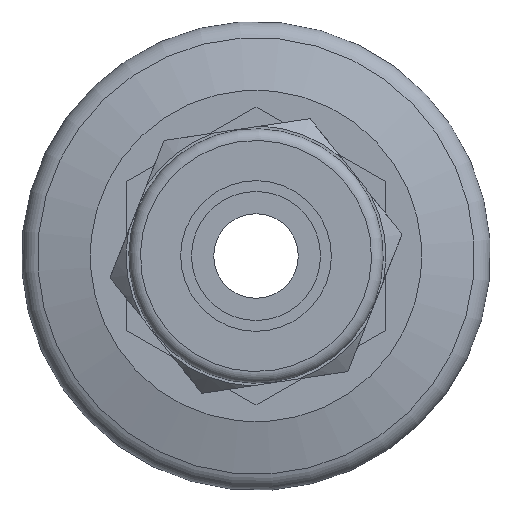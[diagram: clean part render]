
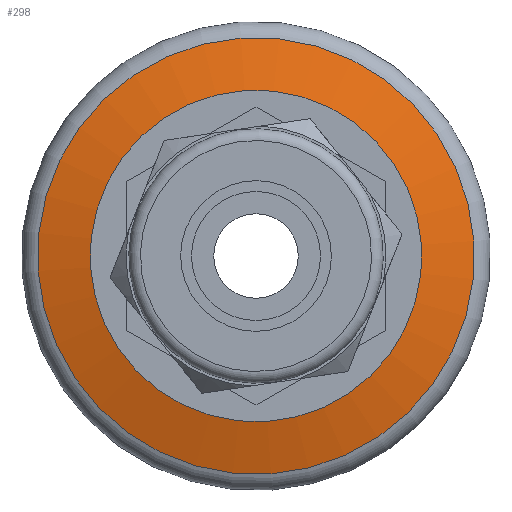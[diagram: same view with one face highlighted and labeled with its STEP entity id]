
A CAD part, left-side view. The second image highlights one B-rep face of the part: STEP entity #298.
In plain terms, the highlighted conical face has half-angle 75 degrees and reference radius 14.141 mm.
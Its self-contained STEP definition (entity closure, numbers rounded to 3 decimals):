
#298 = ADVANCED_FACE ( 'NONE', ( #7432, #8353 ), #9052, .T. ) ;
#771 = AXIS2_PLACEMENT_3D ( 'NONE', #4343, #6666, #3698 ) ;
#1228 = CIRCLE ( 'NONE', #9334, 18.618 ) ;
#1281 = CARTESIAN_POINT ( 'NONE',  ( -7.07, 10.394, 15.446 ) ) ;
#1295 = VERTEX_POINT ( 'NONE', #7835 ) ;
#1928 = EDGE_CURVE ( 'NONE', #5593, #5593, #1228, .T. ) ;
#2697 = EDGE_LOOP ( 'NONE', ( #8750 ) ) ;
#3386 = CARTESIAN_POINT ( 'NONE',  ( -8.27, 0., 0. ) ) ;
#3698 = DIRECTION ( 'NONE',  ( 0., 0.558, 0.83 ) ) ;
#4343 = CARTESIAN_POINT ( 'NONE',  ( -8.27, 0., 0. ) ) ;
#5593 = VERTEX_POINT ( 'NONE', #1281 ) ;
#6183 = AXIS2_PLACEMENT_3D ( 'NONE', #3386, #7088, #7793 ) ;
#6666 = DIRECTION ( 'NONE',  ( -1., 0., 0. ) ) ;
#7003 = CARTESIAN_POINT ( 'NONE',  ( -7.07, 0., 0. ) ) ;
#7088 = DIRECTION ( 'NONE',  ( 1., 0., 0. ) ) ;
#7102 = ORIENTED_EDGE ( 'NONE', *, *, #1928, .T. ) ;
#7296 = EDGE_CURVE ( 'NONE', #1295, #1295, #9096, .T. ) ;
#7432 = FACE_OUTER_BOUND ( 'NONE', #8920, .T. ) ;
#7766 = DIRECTION ( 'NONE',  ( -1., 0., 0. ) ) ;
#7793 = DIRECTION ( 'NONE',  ( 0., -0.558, -0.83 ) ) ;
#7835 = CARTESIAN_POINT ( 'NONE',  ( -8.27, 7.895, 11.732 ) ) ;
#7873 = DIRECTION ( 'NONE',  ( 0., 0.558, 0.83 ) ) ;
#8353 = FACE_BOUND ( 'NONE', #2697, .T. ) ;
#8750 = ORIENTED_EDGE ( 'NONE', *, *, #7296, .F. ) ;
#8920 = EDGE_LOOP ( 'NONE', ( #7102 ) ) ;
#9052 = CONICAL_SURFACE ( 'NONE', #6183, 14.141, 1.309 ) ;
#9096 = CIRCLE ( 'NONE', #771, 14.141 ) ;
#9334 = AXIS2_PLACEMENT_3D ( 'NONE', #7003, #7766, #7873 ) ;
